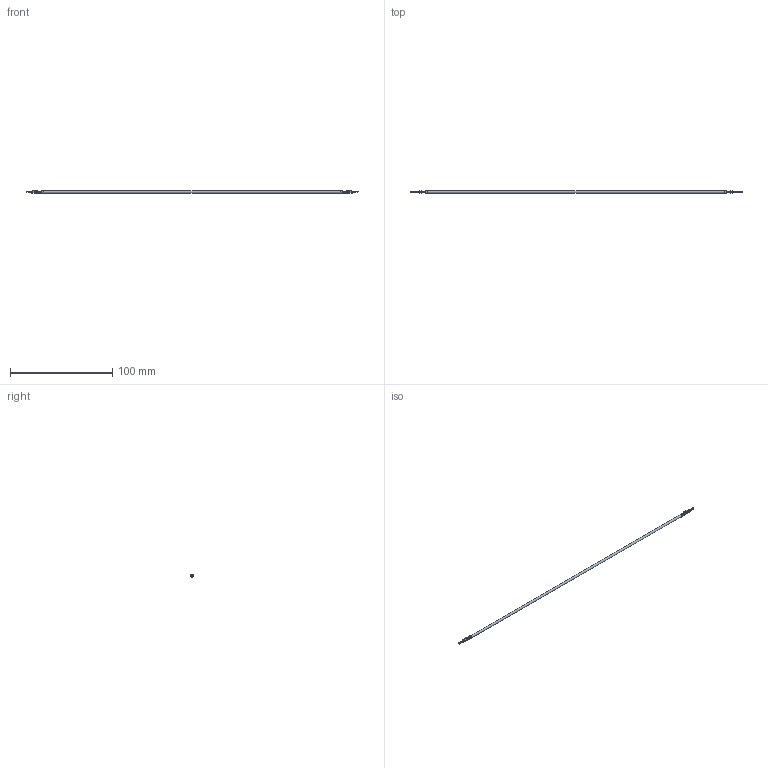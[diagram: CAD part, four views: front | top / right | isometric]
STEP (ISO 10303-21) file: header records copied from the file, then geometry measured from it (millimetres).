
FILE_DESCRIPTION(/* description */ ('Unknown'),/* implementation_level */ '2;1');
FILE_NAME(/* name */ '649849816030',/* time_stamp */ '2020-04-29T15:09:41+02:00',/* author */ ('Unknown'),/* organization */ ('Unknown'),/* preprocessor_version */ 'ST-DEVELOPER v16.7',/* originating_system */ 'DEX',/* authorisation */ $);
FILE_SCHEMA (('AUTOMOTIVE_DESIGN {1 0 10303 214 3 1 1}'));
Length unit declared in the file: millimetre
Products named in the file (4): 649849816030; Wire 16AWG Black; 64900813722DEC; 64900813722DEC_mir
Assembly tree (3 placements, depth 2):
  649849816030
    Wire 16AWG Black
    64900813722DEC
    64900813722DEC_mir
Bounding box: 324.8 x 2.9 x 2.89 mm (x, y, z)
Volume: 1259.6 mm3; surface area: 2483.6 mm2
Topology: 3 solids, 3 shells, 499 faces, 1394 edges, 895 vertices
Faces by surface type: plane 296, cylinder 139, bspline 58, sphere 6
Full cylindrical faces by diameter (mm): 1.49 x2, 2.3 x1
Entity records: 19249 total; most frequent: CARTESIAN_POINT 6805, ORIENTED_EDGE 2760, DIRECTION 2318, EDGE_CURVE 1380, VERTEX_POINT 888, LINE 828, VECTOR 828, AXIS2_PLACEMENT_3D 745
